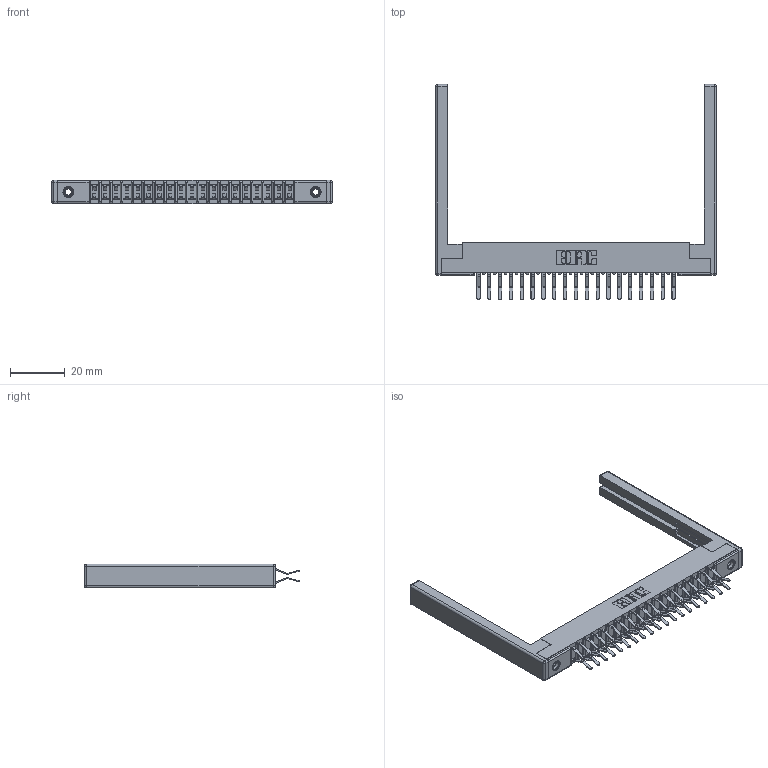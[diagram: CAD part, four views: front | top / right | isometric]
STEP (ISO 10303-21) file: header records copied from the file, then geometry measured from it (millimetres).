
FILE_DESCRIPTION (( 'STEP AP203' ), '1' );
FILE_NAME ('307-038-560-268.STEP', '2019-09-06T05:05:09', ( '' ), ( '' ), 'SwSTEP 2.0', 'SolidWorks 2016', '' );
FILE_SCHEMA (( 'CONFIG_CONTROL_DESIGN' ));
Length unit declared in the file: inch
Products named in the file (5): 345-250-001_345-250-001-102; 307-290-001_560; 307-038-560-268; 307 Part_.156 Dia Mounting Holes; 307-220-068
Assembly tree (43 placements, depth 2):
  307-038-560-268
    307 Part_.156 Dia Mounting Holes
    307-290-001_560  x38
    307-220-068  x2
    345-250-001_345-250-001-102  x2
Bounding box: 102.72 x 78.69 x 8.71 mm (x, y, z)
Volume: 11328 mm3; surface area: 16126.5 mm2
Topology: 43 solids, 43 shells, 2192 faces, 6109 edges, 3946 vertices
Faces by surface type: plane 1412, cylinder 716, sphere 48, cone 12, torus 4
Entity records: 22595 total; most frequent: CARTESIAN_POINT 3680, ORIENTED_EDGE 3636, DIRECTION 3630, EDGE_CURVE 1818, VECTOR 1382, LINE 1382, VERTEX_POINT 1174, AXIS2_PLACEMENT_3D 1124
